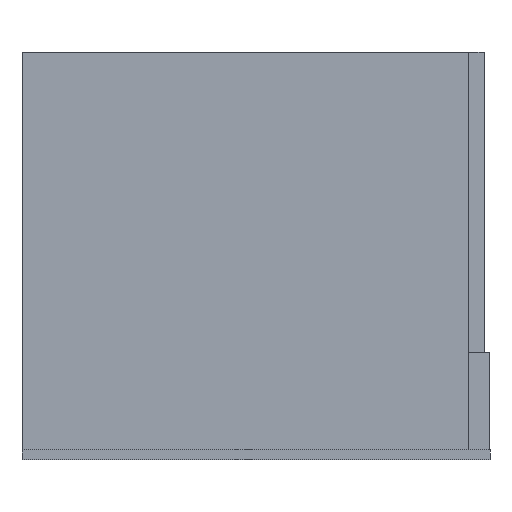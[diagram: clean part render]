
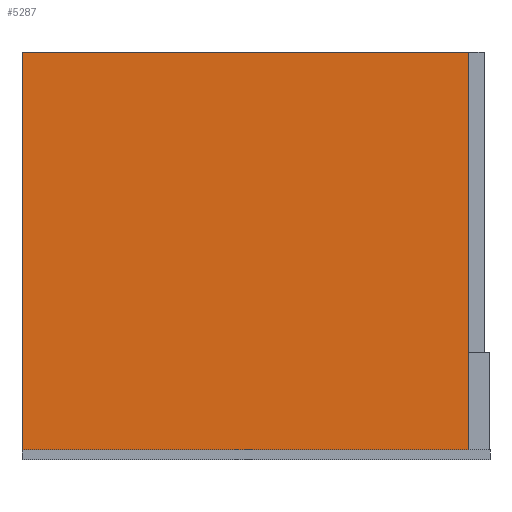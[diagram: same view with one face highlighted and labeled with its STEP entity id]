
A CAD part, front view. The second image highlights one B-rep face of the part: STEP entity #5287.
In plain terms, the highlighted planar face has unit normal (0, -1, 0).
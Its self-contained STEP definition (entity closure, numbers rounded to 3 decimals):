
#360=FACE_OUTER_BOUND('',#671,.T.);
#671=EDGE_LOOP('',(#4672,#4673,#4674,#4675));
#1265=LINE('',#8166,#1968);
#1358=LINE('',#8350,#2061);
#1360=LINE('',#8354,#2063);
#1361=LINE('',#8355,#2064);
#1968=VECTOR('',#6687,10.);
#2061=VECTOR('',#6848,10.);
#2063=VECTOR('',#6852,10.);
#2064=VECTOR('',#6853,10.);
#2497=VERTEX_POINT('',#8163);
#2498=VERTEX_POINT('',#8165);
#2555=VERTEX_POINT('',#8349);
#2556=VERTEX_POINT('',#8353);
#3179=EDGE_CURVE('',#2497,#2498,#1265,.T.);
#3272=EDGE_CURVE('',#2555,#2498,#1358,.T.);
#3274=EDGE_CURVE('',#2555,#2556,#1360,.T.);
#3275=EDGE_CURVE('',#2556,#2497,#1361,.T.);
#4672=ORIENTED_EDGE('',*,*,#3274,.F.);
#4673=ORIENTED_EDGE('',*,*,#3272,.T.);
#4674=ORIENTED_EDGE('',*,*,#3179,.F.);
#4675=ORIENTED_EDGE('',*,*,#3275,.F.);
#5014=PLANE('',#5595);
#5287=ADVANCED_FACE('',(#360),#5014,.T.);
#5595=AXIS2_PLACEMENT_3D('',#8352,#6850,#6851);
#6687=DIRECTION('',(1.,0.,0.));
#6848=DIRECTION('',(0.,0.,1.));
#6850=DIRECTION('center_axis',(0.,-1.,0.));
#6851=DIRECTION('ref_axis',(1.,0.,0.));
#6852=DIRECTION('',(-1.,0.,0.));
#6853=DIRECTION('',(0.,0.,1.));
#8163=CARTESIAN_POINT('',(-173.,-76.834,204.));
#8165=CARTESIAN_POINT('',(56.277,-76.834,204.));
#8166=CARTESIAN_POINT('',(-173.,-76.834,204.));
#8349=CARTESIAN_POINT('',(56.277,-76.834,0.));
#8350=CARTESIAN_POINT('',(56.277,-76.834,0.));
#8352=CARTESIAN_POINT('Origin',(-173.,-76.834,0.));
#8353=CARTESIAN_POINT('',(-173.,-76.834,0.));
#8354=CARTESIAN_POINT('',(56.277,-76.834,0.));
#8355=CARTESIAN_POINT('',(-173.,-76.834,0.));
